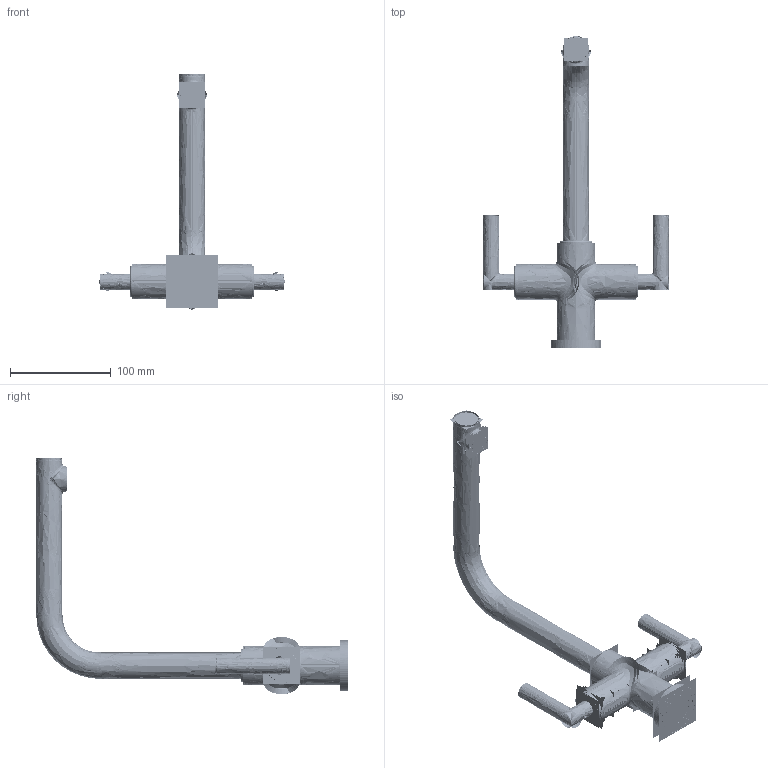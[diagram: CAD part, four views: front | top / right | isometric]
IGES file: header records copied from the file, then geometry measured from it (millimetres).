
Start section:  PTC IGES file: as62872-00-01_asm.igs
Global section: file name: as62872-00-01_asm.igs; native system: Creo Parametric by PTC Inc.; preprocessor: 2018420; author: weichenying; organization: Unknown; date: 20201015.140719; units: millimetre
Bounding box: 184 x 309.09 x 234.4 mm (x, y, z)
Volume: 180465.1 mm3; surface area: 2175754.9 mm2
Topology: 53 solids, 109 shells, 12928 faces, 67448 edges, 85238 vertices
Faces by surface type: bspline 12928
